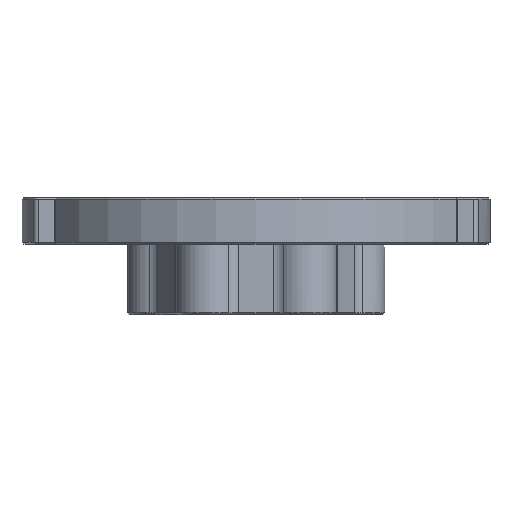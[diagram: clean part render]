
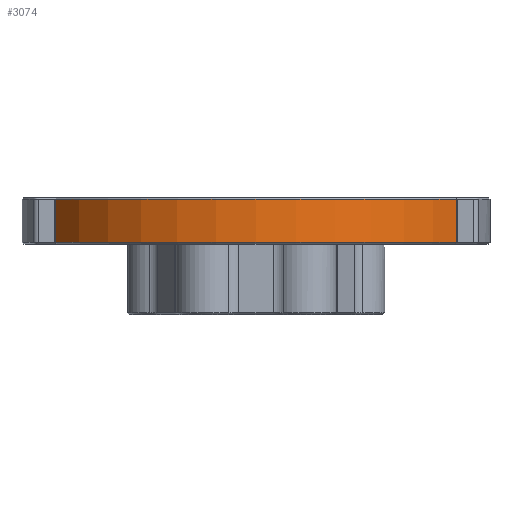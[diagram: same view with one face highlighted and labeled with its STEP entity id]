
A CAD part, front view. The second image highlights one B-rep face of the part: STEP entity #3074.
In plain terms, the highlighted cylindrical face has radius 31.75 mm (diameter 63.5 mm), a partial arc.
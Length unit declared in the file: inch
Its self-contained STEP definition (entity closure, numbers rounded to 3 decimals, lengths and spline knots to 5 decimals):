
#1071 = DIRECTION ( 'NONE',  ( 0., 0., -1. ) ) ;
#1216 = AXIS2_PLACEMENT_3D ( 'NONE', #1608, #1682, #2956 ) ;
#1608 = CARTESIAN_POINT ( 'NONE',  ( 0., 0., 0.24 ) ) ;
#1618 = ORIENTED_EDGE ( 'NONE', *, *, #5245, .T. ) ;
#1657 = EDGE_CURVE ( 'NONE', #3845, #3358, #3929, .T. ) ;
#1682 = DIRECTION ( 'NONE',  ( 0., 0., -1. ) ) ;
#1724 = EDGE_CURVE ( 'NONE', #4382, #3371, #2930, .T. ) ;
#1980 = DIRECTION ( 'NONE',  ( 0., 0., -1. ) ) ;
#2017 = CYLINDRICAL_SURFACE ( 'NONE', #6737, 1.25 ) ;
#2098 = DIRECTION ( 'NONE',  ( -1., 0., 0. ) ) ;
#2930 = LINE ( 'NONE', #5251, #3355 ) ;
#2956 = DIRECTION ( 'NONE',  ( 1., 0., 0. ) ) ;
#2977 = DIRECTION ( 'NONE',  ( 1., 0., 0. ) ) ;
#3074 = ADVANCED_FACE ( 'NONE', ( #5483 ), #2017, .T. ) ;
#3105 = CARTESIAN_POINT ( 'NONE',  ( 0., 0., 0.25 ) ) ;
#3143 = CIRCLE ( 'NONE', #5430, 1.25 ) ;
#3355 = VECTOR ( 'NONE', #5831, 39.37008 ) ;
#3358 = VERTEX_POINT ( 'NONE', #4154 ) ;
#3371 = VERTEX_POINT ( 'NONE', #5792 ) ;
#3390 = CIRCLE ( 'NONE', #1216, 1.25 ) ;
#3476 = CARTESIAN_POINT ( 'NONE',  ( 0., 0., 0.01 ) ) ;
#3769 = CARTESIAN_POINT ( 'NONE',  ( -1.0705, -0.64538, 0.24 ) ) ;
#3845 = VERTEX_POINT ( 'NONE', #3769 ) ;
#3929 = LINE ( 'NONE', #6236, #4058 ) ;
#4058 = VECTOR ( 'NONE', #1071, 39.37008 ) ;
#4154 = CARTESIAN_POINT ( 'NONE',  ( -1.0705, -0.64538, 0.01 ) ) ;
#4326 = ORIENTED_EDGE ( 'NONE', *, *, #6633, .T. ) ;
#4382 = VERTEX_POINT ( 'NONE', #4538 ) ;
#4538 = CARTESIAN_POINT ( 'NONE',  ( 1.0705, -0.64538, 0.01 ) ) ;
#5245 = EDGE_CURVE ( 'NONE', #3358, #4382, #3143, .T. ) ;
#5251 = CARTESIAN_POINT ( 'NONE',  ( 1.0705, -0.64538, 0.25 ) ) ;
#5430 = AXIS2_PLACEMENT_3D ( 'NONE', #3476, #6448, #2977 ) ;
#5461 = EDGE_LOOP ( 'NONE', ( #6335, #1618, #6647, #4326 ) ) ;
#5483 = FACE_OUTER_BOUND ( 'NONE', #5461, .T. ) ;
#5792 = CARTESIAN_POINT ( 'NONE',  ( 1.0705, -0.64538, 0.24 ) ) ;
#5831 = DIRECTION ( 'NONE',  ( 0., 0., 1. ) ) ;
#6236 = CARTESIAN_POINT ( 'NONE',  ( -1.0705, -0.64538, 0.25 ) ) ;
#6335 = ORIENTED_EDGE ( 'NONE', *, *, #1657, .T. ) ;
#6448 = DIRECTION ( 'NONE',  ( 0., 0., 1. ) ) ;
#6633 = EDGE_CURVE ( 'NONE', #3371, #3845, #3390, .T. ) ;
#6647 = ORIENTED_EDGE ( 'NONE', *, *, #1724, .T. ) ;
#6737 = AXIS2_PLACEMENT_3D ( 'NONE', #3105, #1980, #2098 ) ;
